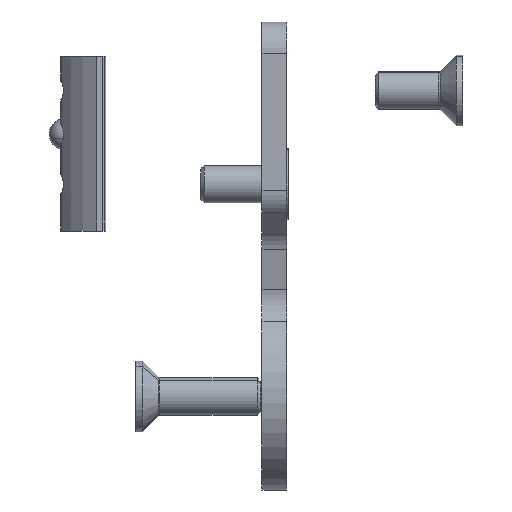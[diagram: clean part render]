
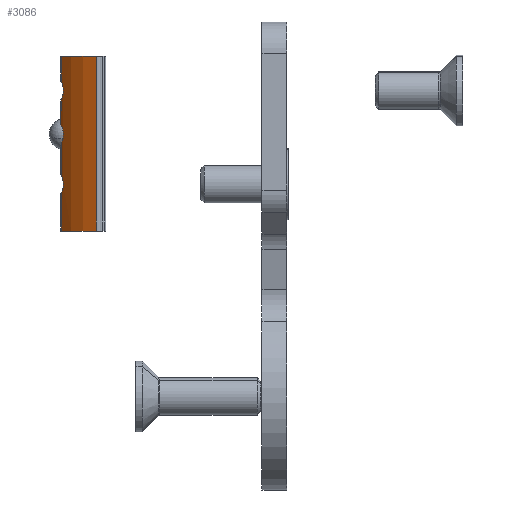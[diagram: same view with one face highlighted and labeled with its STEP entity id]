
A CAD part, left-side view. The second image highlights one B-rep face of the part: STEP entity #3086.
In plain terms, the highlighted cylindrical face has radius 15 mm (diameter 30 mm), a partial arc.
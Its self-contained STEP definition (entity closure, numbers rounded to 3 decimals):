
#112 = CARTESIAN_POINT ( 'NONE',  ( 2.488, -6.828, -6.219 ) ) ;
#226 = CARTESIAN_POINT ( 'NONE',  ( 2.28, -6.991, 7.439 ) ) ;
#237 = CARTESIAN_POINT ( 'NONE',  ( 2.28, -6.991, 0.439 ) ) ;
#289 = DIRECTION ( 'NONE',  ( -1., 0., 0. ) ) ;
#324 = CARTESIAN_POINT ( 'NONE',  ( 6.702, -1.514, 14. ) ) ;
#530 = CARTESIAN_POINT ( 'NONE',  ( 2.5, -6.818, -6.637 ) ) ;
#610 = CARTESIAN_POINT ( 'NONE',  ( 2.278, -6.992, 9.565 ) ) ;
#643 = CARTESIAN_POINT ( 'NONE',  ( 2., -7.2, 0. ) ) ;
#805 = EDGE_CURVE ( 'NONE', #3152, #1671, #3982, .T. ) ;
#860 = LINE ( 'NONE', #1410, #3141 ) ;
#863 = EDGE_CURVE ( 'NONE', #3692, #1125, #5205, .T. ) ;
#885 = VECTOR ( 'NONE', #2329, 1000. ) ;
#903 = CARTESIAN_POINT ( 'NONE',  ( 2.444, -6.863, -7.045 ) ) ;
#976 = DIRECTION ( 'NONE',  ( -1., 0., 0. ) ) ;
#1007 = CARTESIAN_POINT ( 'NONE',  ( 2.278, -6.992, 2.565 ) ) ;
#1077 = CARTESIAN_POINT ( 'NONE',  ( 6.702, -1.514, 14. ) ) ;
#1118 = LINE ( 'NONE', #4343, #5046 ) ;
#1125 = VERTEX_POINT ( 'NONE', #1638 ) ;
#1196 = ORIENTED_EDGE ( 'NONE', *, *, #5219, .T. ) ;
#1269 = DIRECTION ( 'NONE',  ( 0., 0., -1. ) ) ;
#1285 = CARTESIAN_POINT ( 'NONE',  ( 2.278, -6.992, -5.435 ) ) ;
#1305 = CARTESIAN_POINT ( 'NONE',  ( 2.28, -6.991, -7.561 ) ) ;
#1312 = VECTOR ( 'NONE', #1817, 1000. ) ;
#1352 = CIRCLE ( 'NONE', #4247, 15. ) ;
#1393 = CARTESIAN_POINT ( 'NONE',  ( 6.702, -1.514, -14. ) ) ;
#1404 = CARTESIAN_POINT ( 'NONE',  ( 2.442, -6.864, 2.05 ) ) ;
#1410 = CARTESIAN_POINT ( 'NONE',  ( 2., -7.2, 14. ) ) ;
#1416 = CYLINDRICAL_SURFACE ( 'NONE', #3344, 15. ) ;
#1425 = ORIENTED_EDGE ( 'NONE', *, *, #863, .T. ) ;
#1467 = VERTEX_POINT ( 'NONE', #2402 ) ;
#1553 = FACE_OUTER_BOUND ( 'NONE', #2955, .T. ) ;
#1629 = EDGE_CURVE ( 'NONE', #1125, #2270, #3243, .T. ) ;
#1638 = CARTESIAN_POINT ( 'NONE',  ( 2., -7.2, 10. ) ) ;
#1671 = VERTEX_POINT ( 'NONE', #1393 ) ;
#1693 = EDGE_CURVE ( 'NONE', #4608, #1671, #2525, .T. ) ;
#1697 = CARTESIAN_POINT ( 'NONE',  ( 2., -7.2, -8. ) ) ;
#1731 = EDGE_CURVE ( 'NONE', #2270, #1467, #4553, .T. ) ;
#1752 = CARTESIAN_POINT ( 'NONE',  ( 2.442, -6.864, 9.05 ) ) ;
#1770 = CARTESIAN_POINT ( 'NONE',  ( 2., -7.2, 10. ) ) ;
#1794 = CARTESIAN_POINT ( 'NONE',  ( 2.5, -6.818, 8.363 ) ) ;
#1808 = CARTESIAN_POINT ( 'NONE',  ( 2.5, -6.818, 1.641 ) ) ;
#1817 = DIRECTION ( 'NONE',  ( 0., 0., -1. ) ) ;
#1901 = CARTESIAN_POINT ( 'NONE',  ( 2., -7.2, 7. ) ) ;
#2160 = CARTESIAN_POINT ( 'NONE',  ( 2., -7.2, 14. ) ) ;
#2205 = DIRECTION ( 'NONE',  ( 0., 0., 1. ) ) ;
#2221 = CARTESIAN_POINT ( 'NONE',  ( 2.444, -6.863, 7.955 ) ) ;
#2232 = CARTESIAN_POINT ( 'NONE',  ( 2.489, -6.827, 1.226 ) ) ;
#2270 = VERTEX_POINT ( 'NONE', #1901 ) ;
#2286 = EDGE_CURVE ( 'NONE', #4718, #4608, #1118, .T. ) ;
#2329 = DIRECTION ( 'NONE',  ( 0., 0., -1. ) ) ;
#2402 = CARTESIAN_POINT ( 'NONE',  ( 2., -7.2, 3. ) ) ;
#2462 = B_SPLINE_CURVE_WITH_KNOTS ( 'NONE', 3,
 ( #2620, #3023, #1007, #3838, #1404, #4252, #1808, #4658, #2232, #5074, #2643, #237, #3040, #643 ),
 .UNSPECIFIED., .F., .F.,
 ( 4, 2, 2, 2, 2, 2, 4 ),
 ( 0., 0.001, 0.001, 0.002, 0.002, 0.002, 0.003 ),
 .UNSPECIFIED. ) ;
#2507 = ORIENTED_EDGE ( 'NONE', *, *, #2826, .F. ) ;
#2522 = CARTESIAN_POINT ( 'NONE',  ( 2.442, -6.864, -5.95 ) ) ;
#2525 = CIRCLE ( 'NONE', #2818, 15. ) ;
#2544 = CARTESIAN_POINT ( 'NONE',  ( 2., -7.2, 0. ) ) ;
#2598 = CARTESIAN_POINT ( 'NONE',  ( -6.854, 4.908, -14. ) ) ;
#2620 = CARTESIAN_POINT ( 'NONE',  ( 2., -7.2, 3. ) ) ;
#2627 = DIRECTION ( 'NONE',  ( 0., 0., -1. ) ) ;
#2632 = CARTESIAN_POINT ( 'NONE',  ( 2.41, -6.89, 7.821 ) ) ;
#2643 = CARTESIAN_POINT ( 'NONE',  ( 2.41, -6.89, 0.821 ) ) ;
#2668 = EDGE_CURVE ( 'NONE', #5169, #4718, #3676, .T. ) ;
#2818 = AXIS2_PLACEMENT_3D ( 'NONE', #2598, #5018, #976 ) ;
#2826 = EDGE_CURVE ( 'NONE', #3692, #3152, #1352, .T. ) ;
#2913 = CARTESIAN_POINT ( 'NONE',  ( 2.5, -6.818, -6.359 ) ) ;
#2955 = EDGE_LOOP ( 'NONE', ( #3091, #4118, #4455, #3787, #5037, #2507, #1425, #3616, #3596, #1196 ) ) ;
#2969 = CARTESIAN_POINT ( 'NONE',  ( 2.488, -6.828, 8.781 ) ) ;
#3001 = CARTESIAN_POINT ( 'NONE',  ( 2., -7.2, -5. ) ) ;
#3023 = CARTESIAN_POINT ( 'NONE',  ( 2.154, -7.088, 2.795 ) ) ;
#3032 = CARTESIAN_POINT ( 'NONE',  ( 2., -7.2, 7. ) ) ;
#3040 = CARTESIAN_POINT ( 'NONE',  ( 2.154, -7.088, 0.205 ) ) ;
#3048 = CARTESIAN_POINT ( 'NONE',  ( 2., -7.2, 14. ) ) ;
#3086 = ADVANCED_FACE ( 'NONE', ( #1553 ), #1416, .T. ) ;
#3091 = ORIENTED_EDGE ( 'NONE', *, *, #4221, .T. ) ;
#3092 = CARTESIAN_POINT ( 'NONE',  ( -6.854, 4.908, 14. ) ) ;
#3141 = VECTOR ( 'NONE', #2627, 1000. ) ;
#3152 = VERTEX_POINT ( 'NONE', #324 ) ;
#3243 = B_SPLINE_CURVE_WITH_KNOTS ( 'NONE', 3,
 ( #1770, #5041, #610, #3423, #1752, #2969, #3826, #1794, #4240, #2221, #2632, #226, #4643, #3032 ),
 .UNSPECIFIED., .F., .F.,
 ( 4, 2, 2, 2, 2, 2, 4 ),
 ( 0., 0.001, 0.001, 0.002, 0.002, 0.002, 0.003 ),
 .UNSPECIFIED. ) ;
#3292 = CARTESIAN_POINT ( 'NONE',  ( 2., -7.2, -14. ) ) ;
#3337 = CARTESIAN_POINT ( 'NONE',  ( 2.489, -6.827, -6.774 ) ) ;
#3344 = AXIS2_PLACEMENT_3D ( 'NONE', #3092, #3502, #289 ) ;
#3423 = CARTESIAN_POINT ( 'NONE',  ( 2.409, -6.89, 9.181 ) ) ;
#3502 = DIRECTION ( 'NONE',  ( 0., 0., -1. ) ) ;
#3596 = ORIENTED_EDGE ( 'NONE', *, *, #1731, .T. ) ;
#3616 = ORIENTED_EDGE ( 'NONE', *, *, #1629, .T. ) ;
#3676 = B_SPLINE_CURVE_WITH_KNOTS ( 'NONE', 3,
 ( #4538, #4122, #1285, #4951, #2522, #112, #2913, #530, #3337, #903, #3732, #1305, #4138, #1697 ),
 .UNSPECIFIED., .F., .F.,
 ( 4, 2, 2, 2, 2, 2, 4 ),
 ( 0., 0.001, 0.001, 0.002, 0.002, 0.002, 0.003 ),
 .UNSPECIFIED. ) ;
#3692 = VERTEX_POINT ( 'NONE', #3048 ) ;
#3732 = CARTESIAN_POINT ( 'NONE',  ( 2.41, -6.89, -7.179 ) ) ;
#3787 = ORIENTED_EDGE ( 'NONE', *, *, #1693, .T. ) ;
#3826 = CARTESIAN_POINT ( 'NONE',  ( 2.5, -6.818, 8.641 ) ) ;
#3838 = CARTESIAN_POINT ( 'NONE',  ( 2.409, -6.89, 2.181 ) ) ;
#3852 = VECTOR ( 'NONE', #1269, 1000. ) ;
#3982 = LINE ( 'NONE', #1077, #885 ) ;
#4118 = ORIENTED_EDGE ( 'NONE', *, *, #2668, .T. ) ;
#4122 = CARTESIAN_POINT ( 'NONE',  ( 2.154, -7.088, -5.205 ) ) ;
#4138 = CARTESIAN_POINT ( 'NONE',  ( 2.154, -7.088, -7.795 ) ) ;
#4221 = EDGE_CURVE ( 'NONE', #5081, #5169, #860, .T. ) ;
#4240 = CARTESIAN_POINT ( 'NONE',  ( 2.489, -6.827, 8.226 ) ) ;
#4247 = AXIS2_PLACEMENT_3D ( 'NONE', #4629, #2205, #5045 ) ;
#4252 = CARTESIAN_POINT ( 'NONE',  ( 2.488, -6.828, 1.781 ) ) ;
#4343 = CARTESIAN_POINT ( 'NONE',  ( 2., -7.2, 14. ) ) ;
#4455 = ORIENTED_EDGE ( 'NONE', *, *, #2286, .T. ) ;
#4519 = CARTESIAN_POINT ( 'NONE',  ( 2., -7.2, 14. ) ) ;
#4538 = CARTESIAN_POINT ( 'NONE',  ( 2., -7.2, -5. ) ) ;
#4553 = LINE ( 'NONE', #2160, #1312 ) ;
#4608 = VERTEX_POINT ( 'NONE', #3292 ) ;
#4629 = CARTESIAN_POINT ( 'NONE',  ( -6.854, 4.908, 14. ) ) ;
#4643 = CARTESIAN_POINT ( 'NONE',  ( 2.154, -7.088, 7.205 ) ) ;
#4658 = CARTESIAN_POINT ( 'NONE',  ( 2.5, -6.818, 1.363 ) ) ;
#4718 = VERTEX_POINT ( 'NONE', #4986 ) ;
#4755 = DIRECTION ( 'NONE',  ( 0., 0., -1. ) ) ;
#4951 = CARTESIAN_POINT ( 'NONE',  ( 2.409, -6.89, -5.819 ) ) ;
#4986 = CARTESIAN_POINT ( 'NONE',  ( 2., -7.2, -8. ) ) ;
#5018 = DIRECTION ( 'NONE',  ( 0., 0., 1. ) ) ;
#5037 = ORIENTED_EDGE ( 'NONE', *, *, #805, .F. ) ;
#5041 = CARTESIAN_POINT ( 'NONE',  ( 2.154, -7.088, 9.795 ) ) ;
#5045 = DIRECTION ( 'NONE',  ( -1., 0., 0. ) ) ;
#5046 = VECTOR ( 'NONE', #4755, 1000. ) ;
#5074 = CARTESIAN_POINT ( 'NONE',  ( 2.444, -6.863, 0.955 ) ) ;
#5081 = VERTEX_POINT ( 'NONE', #2544 ) ;
#5169 = VERTEX_POINT ( 'NONE', #3001 ) ;
#5205 = LINE ( 'NONE', #4519, #3852 ) ;
#5219 = EDGE_CURVE ( 'NONE', #1467, #5081, #2462, .T. ) ;
